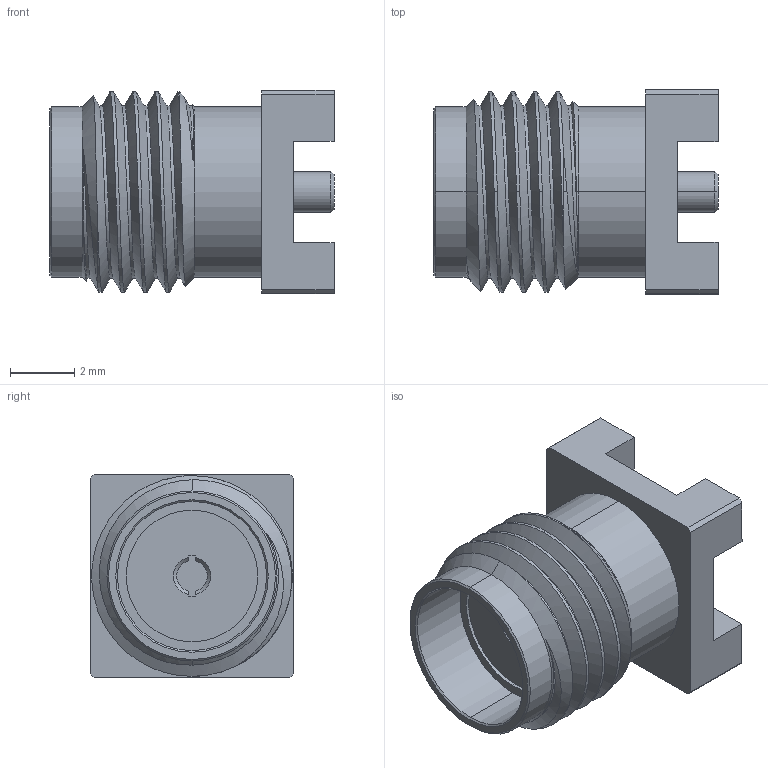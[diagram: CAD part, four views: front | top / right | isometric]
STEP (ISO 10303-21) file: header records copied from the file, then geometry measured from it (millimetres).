
FILE_DESCRIPTION (( 'STEP AP203' ), '1' );
FILE_NAME ('SMA-R-8.85.STEP', '2025-03-11T08:06:22', ( '' ), ( '' ), 'SwSTEP 2.0', 'SolidWorks 2022', '' );
FILE_SCHEMA (( 'CONFIG_CONTROL_DESIGN' ));
Length unit declared in the file: millimetre
Products named in the file (1): SMA-R-8.85
Bounding box: 8.85 x 6.35 x 6.35 mm (x, y, z)
Volume: 178.1 mm3; surface area: 335.5 mm2
Topology: 1 solids, 1 shells, 77 faces, 194 edges, 125 vertices
Faces by surface type: cylinder 29, plane 28, cone 17, bspline 3
Entity records: 3243 total; most frequent: CARTESIAN_POINT 1361, ORIENTED_EDGE 388, DIRECTION 367, EDGE_CURVE 194, AXIS2_PLACEMENT_3D 132, VERTEX_POINT 125, LINE 103, VECTOR 103
